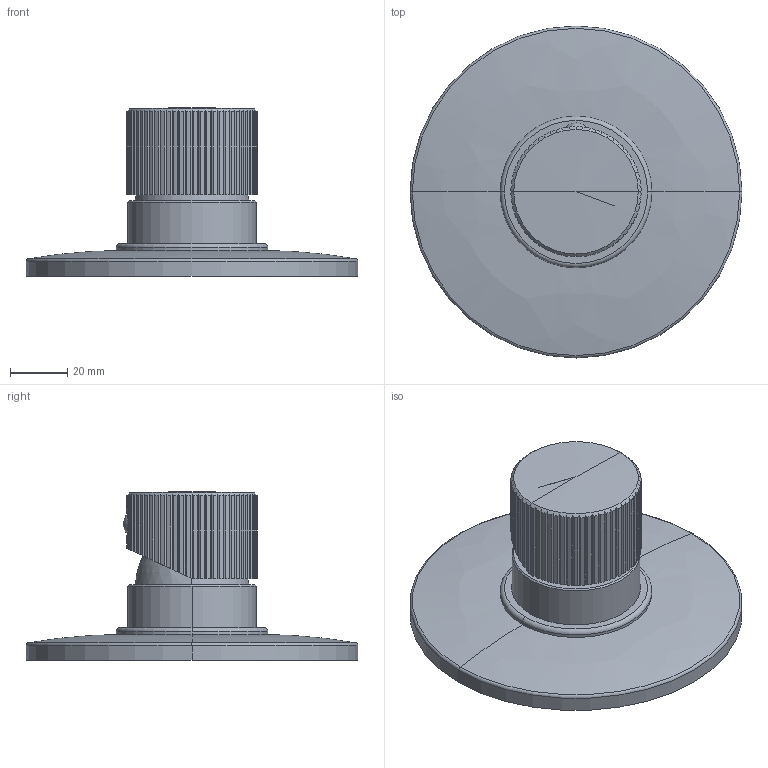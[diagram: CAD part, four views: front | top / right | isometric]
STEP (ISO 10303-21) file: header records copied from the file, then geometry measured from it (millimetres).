
FILE_DESCRIPTION((''),'2;1');
FILE_NAME('JO010CR','2021-02-02T14:24:39',('ut3'),('PAFFONI SpA'),'CREO PARAMETRIC BY PTC INC, 2020044','CREO PARAMETRIC BY PTC INC, 2020044','');
FILE_SCHEMA(('CONFIG_CONTROL_DESIGN','SHAPE_APPEARANCE_LAYERS_GROUPS'));
Length unit declared in the file: millimetre
Products named in the file (1): JO010CR
Bounding box: 116 x 116 x 59 mm (x, y, z)
Volume: 80331 mm3; surface area: 61486.9 mm2
Topology: 1 solids, 2 shells, 283 faces, 782 edges, 508 vertices
Faces by surface type: plane 152, cylinder 98, cone 17, bspline 8, torus 6, sphere 2
Entity records: 11949 total; most frequent: CARTESIAN_POINT 2947, ORIENTED_EDGE 1556, DIRECTION 1326, EDGE_CURVE 778, VERTEX_POINT 508, AXIS2_PLACEMENT_3D 470, VECTOR 386, LINE 386
